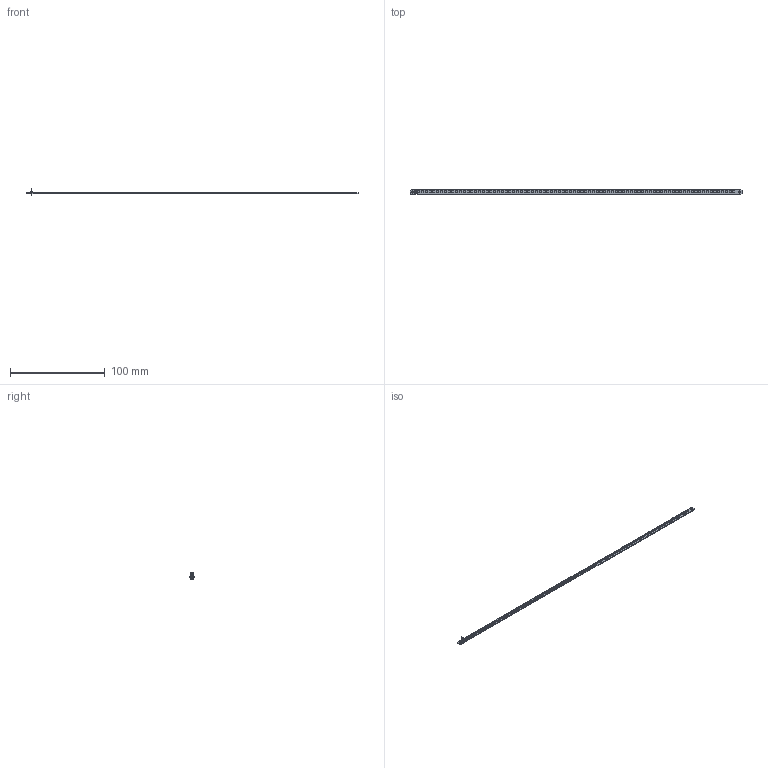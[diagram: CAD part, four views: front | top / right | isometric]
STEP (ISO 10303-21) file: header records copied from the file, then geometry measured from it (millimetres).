
FILE_DESCRIPTION(('KiCad electronic assembly'),'2;1');
FILE_NAME('LedBar PCB.step','2022-12-08T01:19:18',('Pcbnew'),('Kicad'), 'Open CASCADE STEP processor 7.6','KiCad to STEP converter','Unknown' );
FILE_SCHEMA(('AUTOMOTIVE_DESIGN { 1 0 10303 214 1 1 1 1 }'));
Length unit declared in the file: millimetre
Products named in the file (8): LedBar PCB 1; WS2812-2020; SOLID; C_0402_1005Metric; PinHeader_1x03_P1.00mm_Vertical; LedBar PCB PCB
Assembly tree (91 placements, depth 3):
  LedBar PCB 1
    WS2812-2020  x85
      SOLID
    C_0402_1005Metric
      SOLID
    PinHeader_1x03_P1.00mm_Vertical
      SOLID
    LedBar PCB PCB
Bounding box: 349.7 x 4.45 x 7.8 mm (x, y, z)
Volume: 1773.7 mm3; surface area: 5635.4 mm2
Topology: 88 solids, 88 shells, 5899 faces, 15421 edges, 10046 vertices
Faces by surface type: plane 4947, cylinder 952
Full cylindrical faces by diameter (mm): 0.5 x3, 2.2 x2
Entity records: 13698 total; most frequent: CARTESIAN_POINT 2144, DIRECTION 1998, LINE 1290, VECTOR 1290, ORIENTED_EDGE 938, PCURVE 938, DEFINITIONAL_REPRESENTATION 938, EDGE_CURVE 469
